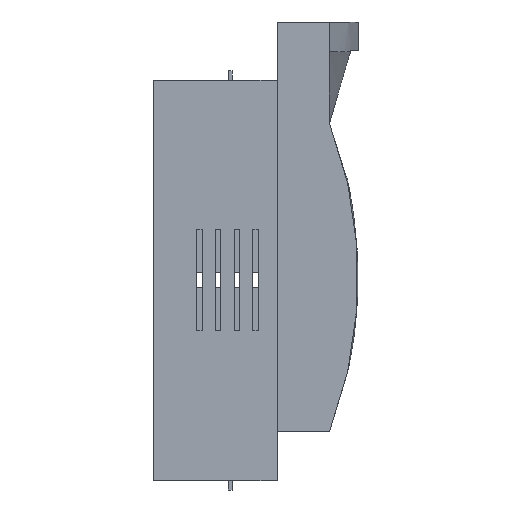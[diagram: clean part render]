
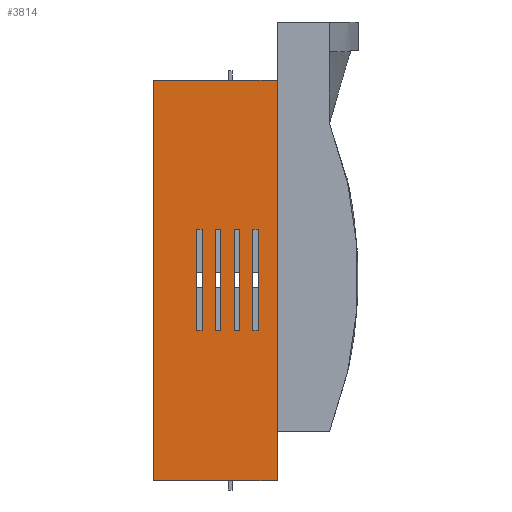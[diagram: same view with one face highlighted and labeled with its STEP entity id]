
A CAD part, left-side view. The second image highlights one B-rep face of the part: STEP entity #3814.
In plain terms, the highlighted face is planar.
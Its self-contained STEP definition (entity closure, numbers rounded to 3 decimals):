
#2753=CARTESIAN_POINT('',(-66.0,92.,-0.33));
#2754=VERTEX_POINT('',#2753);
#2761=CARTESIAN_POINT('',(0.0,92.,-0.33));
#2762=VERTEX_POINT('',#2761);
#2763=CARTESIAN_POINT('',(-66.0,92.,-0.33));
#2764=DIRECTION('',(1.0,0.0,0.0));
#2765=VECTOR('',#2764,66.0);
#2766=LINE('',#2763,#2765);
#2767=EDGE_CURVE('',#2754,#2762,#2766,.T.);
#2809=CARTESIAN_POINT('',(-66.0,92.,213.67));
#2810=VERTEX_POINT('',#2809);
#2817=CARTESIAN_POINT('',(-66.0,92.,213.67));
#2818=DIRECTION('',(0.0,0.0,-1.0));
#2819=VECTOR('',#2818,214.);
#2820=LINE('',#2817,#2819);
#2821=EDGE_CURVE('',#2810,#2754,#2820,.T.);
#2921=CARTESIAN_POINT('',(-53.,92.,134.0));
#2922=VERTEX_POINT('',#2921);
#2929=CARTESIAN_POINT('',(-53.,92.,80.0));
#2930=VERTEX_POINT('',#2929);
#2931=CARTESIAN_POINT('',(-53.,92.,80.0));
#2932=DIRECTION('',(0.0,0.0,1.0));
#2933=VECTOR('',#2932,54.0);
#2934=LINE('',#2931,#2933);
#2935=EDGE_CURVE('',#2930,#2922,#2934,.T.);
#2976=CARTESIAN_POINT('',(-56.0,92.,134.0));
#2977=VERTEX_POINT('',#2976);
#2984=CARTESIAN_POINT('',(-53.,92.,134.0));
#2985=DIRECTION('',(-1.0,0.0,0.0));
#2986=VECTOR('',#2985,3.);
#2987=LINE('',#2984,#2986);
#2988=EDGE_CURVE('',#2922,#2977,#2987,.T.);
#3072=CARTESIAN_POINT('',(-43.,92.,134.0));
#3073=VERTEX_POINT('',#3072);
#3080=CARTESIAN_POINT('',(-43.,92.,80.0));
#3081=VERTEX_POINT('',#3080);
#3082=CARTESIAN_POINT('',(-43.,92.,80.0));
#3083=DIRECTION('',(0.0,0.0,1.0));
#3084=VECTOR('',#3083,54.0);
#3085=LINE('',#3082,#3084);
#3086=EDGE_CURVE('',#3081,#3073,#3085,.T.);
#3127=CARTESIAN_POINT('',(-46.0,92.,134.0));
#3128=VERTEX_POINT('',#3127);
#3135=CARTESIAN_POINT('',(-43.,92.,134.0));
#3136=DIRECTION('',(-1.0,0.0,0.0));
#3137=VECTOR('',#3136,3.);
#3138=LINE('',#3135,#3137);
#3139=EDGE_CURVE('',#3073,#3128,#3138,.T.);
#3223=CARTESIAN_POINT('',(-33.,92.,134.0));
#3224=VERTEX_POINT('',#3223);
#3231=CARTESIAN_POINT('',(-33.,92.,80.0));
#3232=VERTEX_POINT('',#3231);
#3233=CARTESIAN_POINT('',(-33.,92.,80.0));
#3234=DIRECTION('',(0.0,0.0,1.0));
#3235=VECTOR('',#3234,54.0);
#3236=LINE('',#3233,#3235);
#3237=EDGE_CURVE('',#3232,#3224,#3236,.T.);
#3278=CARTESIAN_POINT('',(-36.0,92.,134.0));
#3279=VERTEX_POINT('',#3278);
#3286=CARTESIAN_POINT('',(-33.,92.,134.0));
#3287=DIRECTION('',(-1.0,0.0,0.0));
#3288=VECTOR('',#3287,3.0);
#3289=LINE('',#3286,#3288);
#3290=EDGE_CURVE('',#3224,#3279,#3289,.T.);
#3374=CARTESIAN_POINT('',(-23.,92.,134.0));
#3375=VERTEX_POINT('',#3374);
#3382=CARTESIAN_POINT('',(-23.,92.,80.0));
#3383=VERTEX_POINT('',#3382);
#3384=CARTESIAN_POINT('',(-23.,92.,80.0));
#3385=DIRECTION('',(0.0,0.0,1.0));
#3386=VECTOR('',#3385,54.0);
#3387=LINE('',#3384,#3386);
#3388=EDGE_CURVE('',#3383,#3375,#3387,.T.);
#3429=CARTESIAN_POINT('',(-26.,92.,134.0));
#3430=VERTEX_POINT('',#3429);
#3437=CARTESIAN_POINT('',(-23.,92.,134.0));
#3438=DIRECTION('',(-1.0,0.0,0.0));
#3439=VECTOR('',#3438,3.0);
#3440=LINE('',#3437,#3439);
#3441=EDGE_CURVE('',#3375,#3430,#3440,.T.);
#3494=CARTESIAN_POINT('',(-56.0,92.,80.0));
#3495=VERTEX_POINT('',#3494);
#3502=CARTESIAN_POINT('',(-56.0,92.,134.0));
#3503=DIRECTION('',(0.0,0.0,-1.0));
#3504=VECTOR('',#3503,54.0);
#3505=LINE('',#3502,#3504);
#3506=EDGE_CURVE('',#2977,#3495,#3505,.T.);
#3519=CARTESIAN_POINT('',(-56.0,92.,80.0));
#3520=DIRECTION('',(1.0,0.0,0.0));
#3521=VECTOR('',#3520,3.);
#3522=LINE('',#3519,#3521);
#3523=EDGE_CURVE('',#3495,#2930,#3522,.T.);
#3535=CARTESIAN_POINT('',(-46.0,92.,80.0));
#3536=VERTEX_POINT('',#3535);
#3543=CARTESIAN_POINT('',(-46.0,92.,134.0));
#3544=DIRECTION('',(0.0,0.0,-1.0));
#3545=VECTOR('',#3544,54.0);
#3546=LINE('',#3543,#3545);
#3547=EDGE_CURVE('',#3128,#3536,#3546,.T.);
#3560=CARTESIAN_POINT('',(-46.0,92.,80.0));
#3561=DIRECTION('',(1.0,0.0,0.0));
#3562=VECTOR('',#3561,3.);
#3563=LINE('',#3560,#3562);
#3564=EDGE_CURVE('',#3536,#3081,#3563,.T.);
#3576=CARTESIAN_POINT('',(-36.0,92.,80.0));
#3577=VERTEX_POINT('',#3576);
#3584=CARTESIAN_POINT('',(-36.0,92.,134.0));
#3585=DIRECTION('',(0.0,0.0,-1.0));
#3586=VECTOR('',#3585,54.0);
#3587=LINE('',#3584,#3586);
#3588=EDGE_CURVE('',#3279,#3577,#3587,.T.);
#3601=CARTESIAN_POINT('',(-36.0,92.,80.0));
#3602=DIRECTION('',(1.0,0.0,0.0));
#3603=VECTOR('',#3602,3.);
#3604=LINE('',#3601,#3603);
#3605=EDGE_CURVE('',#3577,#3232,#3604,.T.);
#3617=CARTESIAN_POINT('',(-26.,92.,80.0));
#3618=VERTEX_POINT('',#3617);
#3625=CARTESIAN_POINT('',(-26.,92.,134.0));
#3626=DIRECTION('',(0.0,0.0,-1.0));
#3627=VECTOR('',#3626,54.0);
#3628=LINE('',#3625,#3627);
#3629=EDGE_CURVE('',#3430,#3618,#3628,.T.);
#3642=CARTESIAN_POINT('',(-26.0,92.,80.0));
#3643=DIRECTION('',(1.0,0.0,0.0));
#3644=VECTOR('',#3643,3.);
#3645=LINE('',#3642,#3644);
#3646=EDGE_CURVE('',#3618,#3383,#3645,.T.);
#3705=CARTESIAN_POINT('',(0.0,92.,213.67));
#3706=VERTEX_POINT('',#3705);
#3707=CARTESIAN_POINT('',(0.0,92.,-0.33));
#3708=DIRECTION('',(0.0,0.0,1.0));
#3709=VECTOR('',#3708,214.);
#3710=LINE('',#3707,#3709);
#3711=EDGE_CURVE('',#2762,#3706,#3710,.T.);
#3763=CARTESIAN_POINT('',(0.0,92.,213.67));
#3764=DIRECTION('',(-1.0,0.0,0.0));
#3765=VECTOR('',#3764,66.0);
#3766=LINE('',#3763,#3765);
#3767=EDGE_CURVE('',#3706,#2810,#3766,.T.);
#3779=CARTESIAN_POINT('',(-33.0,92.,106.67));
#3780=DIRECTION('',(0.0,1.0,0.0));
#3781=DIRECTION('',(0.0,0.0,1.0));
#3782=AXIS2_PLACEMENT_3D('',#3779,#3780,#3781);
#3783=PLANE('',#3782);
#3784=ORIENTED_EDGE('',*,*,#3711,.F.);
#3785=ORIENTED_EDGE('',*,*,#2767,.F.);
#3786=ORIENTED_EDGE('',*,*,#2821,.F.);
#3787=ORIENTED_EDGE('',*,*,#3767,.F.);
#3788=EDGE_LOOP('',(#3784,#3785,#3786,#3787));
#3789=FACE_OUTER_BOUND('',#3788,.T.);
#3790=ORIENTED_EDGE('',*,*,#3506,.T.);
#3791=ORIENTED_EDGE('',*,*,#3523,.T.);
#3792=ORIENTED_EDGE('',*,*,#2935,.T.);
#3793=ORIENTED_EDGE('',*,*,#2988,.T.);
#3794=EDGE_LOOP('',(#3790,#3791,#3792,#3793));
#3795=FACE_BOUND('',#3794,.T.);
#3796=ORIENTED_EDGE('',*,*,#3547,.T.);
#3797=ORIENTED_EDGE('',*,*,#3564,.T.);
#3798=ORIENTED_EDGE('',*,*,#3086,.T.);
#3799=ORIENTED_EDGE('',*,*,#3139,.T.);
#3800=EDGE_LOOP('',(#3796,#3797,#3798,#3799));
#3801=FACE_BOUND('',#3800,.T.);
#3802=ORIENTED_EDGE('',*,*,#3588,.T.);
#3803=ORIENTED_EDGE('',*,*,#3605,.T.);
#3804=ORIENTED_EDGE('',*,*,#3237,.T.);
#3805=ORIENTED_EDGE('',*,*,#3290,.T.);
#3806=EDGE_LOOP('',(#3802,#3803,#3804,#3805));
#3807=FACE_BOUND('',#3806,.T.);
#3808=ORIENTED_EDGE('',*,*,#3629,.T.);
#3809=ORIENTED_EDGE('',*,*,#3646,.T.);
#3810=ORIENTED_EDGE('',*,*,#3388,.T.);
#3811=ORIENTED_EDGE('',*,*,#3441,.T.);
#3812=EDGE_LOOP('',(#3808,#3809,#3810,#3811));
#3813=FACE_BOUND('',#3812,.T.);
#3814=ADVANCED_FACE('',(#3789,#3795,#3801,#3807,#3813),#3783,.T.);
